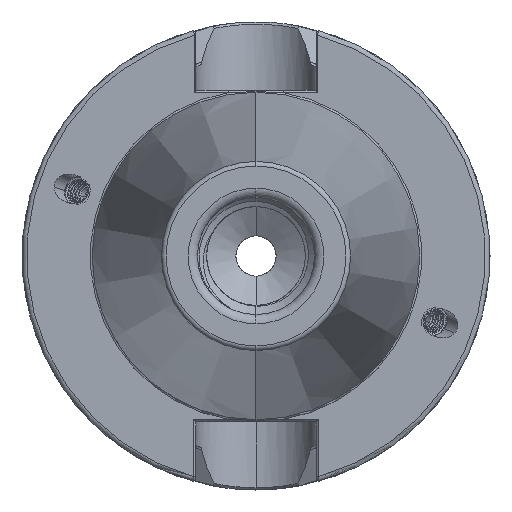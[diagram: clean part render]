
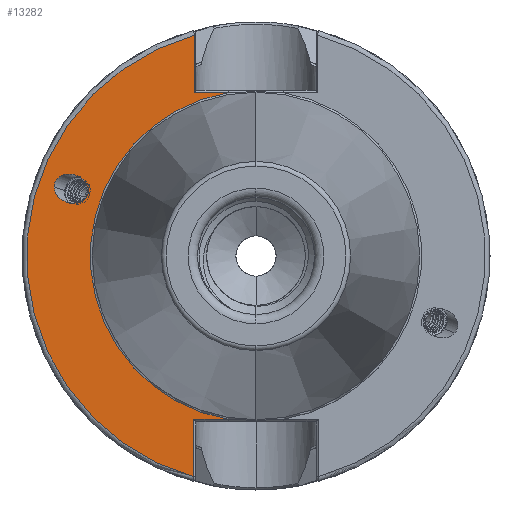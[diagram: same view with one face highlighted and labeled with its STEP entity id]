
A CAD part, left-side view. The second image highlights one B-rep face of the part: STEP entity #13282.
In plain terms, the highlighted planar face has unit normal (-1, 0, 0).
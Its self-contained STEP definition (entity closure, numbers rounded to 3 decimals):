
#200 = PLANE ( 'NONE',  #9642 ) ;
#201 = CARTESIAN_POINT ( 'NONE',  ( 0., 35.398, 0. ) ) ;
#202 = DIRECTION ( 'NONE',  ( 1., 0., 0. ) ) ;
#203 = DIRECTION ( 'NONE',  ( 0., 0., -1. ) ) ;
#1644 = CARTESIAN_POINT ( 'NONE',  ( 0., 0., 0. ) ) ;
#1645 = LINE ( 'NONE', #1646, #12820 ) ;
#1646 = CARTESIAN_POINT ( 'NONE',  ( 0., 13.194, 47.285 ) ) ;
#1647 = DIRECTION ( 'NONE',  ( 0., 0., 1. ) ) ;
#1648 = LINE ( 'NONE', #1649, #12821 ) ;
#1649 = CARTESIAN_POINT ( 'NONE',  ( 0., 12.85, 34.9 ) ) ;
#1650 = DIRECTION ( 'NONE',  ( 0., 1., 0. ) ) ;
#1651 = DIRECTION ( 'NONE',  ( -1., 0., 0. ) ) ;
#1652 = DIRECTION ( 'NONE',  ( 0., 0., 1. ) ) ;
#1653 = CARTESIAN_POINT ( 'NONE',  ( 0., 0., 0. ) ) ;
#1654 = LINE ( 'NONE', #1655, #12823 ) ;
#1655 = CARTESIAN_POINT ( 'NONE',  ( 0., 35.398, -34.9 ) ) ;
#1656 = DIRECTION ( 'NONE',  ( 0., -1., 0. ) ) ;
#1657 = DIRECTION ( 'NONE',  ( -1., 0., 0. ) ) ;
#1658 = DIRECTION ( 'NONE',  ( 0., 0., 1. ) ) ;
#1659 = LINE ( 'NONE', #1660, #12824 ) ;
#1660 = CARTESIAN_POINT ( 'NONE',  ( 0., 13.279, 0. ) ) ;
#1661 = DIRECTION ( 'NONE',  ( 0., 0., 1. ) ) ;
#1662 = CARTESIAN_POINT ( 'NONE',  ( 0., 35.968, 13.091 ) ) ;
#1663 = CARTESIAN_POINT ( 'NONE',  ( 0., 37.57, 8.69 ) ) ;
#1664 = CARTESIAN_POINT ( 'NONE',  ( 0., 43.118, 9.99 ) ) ;
#1665 = CARTESIAN_POINT ( 'NONE',  ( 0., 43.118, 14.766 ) ) ;
#2537 = ORIENTED_EDGE ( 'NONE', *, *, #10581, .T. ) ;
#2538 = ORIENTED_EDGE ( 'NONE', *, *, #10582, .T. ) ;
#2539 = ORIENTED_EDGE ( 'NONE', *, *, #10583, .F. ) ;
#2540 = ORIENTED_EDGE ( 'NONE', *, *, #10586, .T. ) ;
#2541 = ORIENTED_EDGE ( 'NONE', *, *, #10584, .T. ) ;
#2542 = ORIENTED_EDGE ( 'NONE', *, *, #10585, .T. ) ;
#2543 = ORIENTED_EDGE ( 'NONE', *, *, #7844, .T. ) ;
#2544 = ORIENTED_EDGE ( 'NONE', *, *, #10587, .T. ) ;
#2546 = ORIENTED_EDGE ( 'NONE', *, *, #7842, .T. ) ;
#2893 =( BOUNDED_CURVE ( )  B_SPLINE_CURVE ( 3, ( #1662, #1663, #1664, #1665 ),
 .UNSPECIFIED., .F., .T. ) 
 B_SPLINE_CURVE_WITH_KNOTS ( ( 4, 4 ),
 ( 0., 2.852 ),
 .UNSPECIFIED. ) 
 CURVE ( )  GEOMETRIC_REPRESENTATION_ITEM ( )  RATIONAL_B_SPLINE_CURVE ( ( 1., 0.43, 0.43, 1. ) ) 
 REPRESENTATION_ITEM ( '' )  );
#3283 =( BOUNDED_CURVE ( )  B_SPLINE_CURVE ( 3, ( #9173, #9174, #9175, #9176 ),
 .UNSPECIFIED., .F., .T. ) 
 B_SPLINE_CURVE_WITH_KNOTS ( ( 4, 4 ),
 ( 5.993, 6.283 ),
 .UNSPECIFIED. ) 
 CURVE ( )  GEOMETRIC_REPRESENTATION_ITEM ( )  RATIONAL_B_SPLINE_CURVE ( ( 1., 0.993, 0.993, 1. ) ) 
 REPRESENTATION_ITEM ( '' )  );
#3291 =( BOUNDED_CURVE ( )  B_SPLINE_CURVE ( 3, ( #9180, #9181, #9182, #9183 ),
 .UNSPECIFIED., .F., .T. ) 
 B_SPLINE_CURVE_WITH_KNOTS ( ( 4, 4 ),
 ( 2.852, 5.993 ),
 .UNSPECIFIED. ) 
 CURVE ( )  GEOMETRIC_REPRESENTATION_ITEM ( )  RATIONAL_B_SPLINE_CURVE ( ( 1., 0.333, 0.333, 1. ) ) 
 REPRESENTATION_ITEM ( '' )  );
#4315 = EDGE_LOOP ( 'NONE', ( #2542, #2540, #2541, #2539, #2538, #2537 ) ) ;
#4316 = EDGE_LOOP ( 'NONE', ( #2544, #2543, #2546 ) ) ;
#6712 = CARTESIAN_POINT ( 'NONE',  ( 0., 13.194, 47.19 ) ) ;
#6716 = CARTESIAN_POINT ( 'NONE',  ( 0., 5.916, -34.9 ) ) ;
#6717 = CARTESIAN_POINT ( 'NONE',  ( 0., 13.279, -34.9 ) ) ;
#6718 = CARTESIAN_POINT ( 'NONE',  ( 0., 13.279, -47.166 ) ) ;
#6721 = CARTESIAN_POINT ( 'NONE',  ( 0., 13.194, 34.9 ) ) ;
#6722 = CARTESIAN_POINT ( 'NONE',  ( 0., 5.916, 34.9 ) ) ;
#7221 = CARTESIAN_POINT ( 'NONE',  ( 0., 43.118, 14.766 ) ) ;
#7223 = CARTESIAN_POINT ( 'NONE',  ( 0., 35.968, 13.091 ) ) ;
#7224 = CARTESIAN_POINT ( 'NONE',  ( 0., 35.816, 13.963 ) ) ;
#7419 = CIRCLE ( 'NONE', #12819, 35.398 ) ;
#7420 = CIRCLE ( 'NONE', #7602, 49. ) ;
#7602 = AXIS2_PLACEMENT_3D ( 'NONE', #1653, #1657, #1658 ) ;
#7842 = EDGE_CURVE ( 'NONE', #10984, #10983, #3283, .T. ) ;
#7844 = EDGE_CURVE ( 'NONE', #10981, #10984, #3291, .T. ) ;
#9173 = CARTESIAN_POINT ( 'NONE',  ( 0., 35.816, 13.963 ) ) ;
#9174 = CARTESIAN_POINT ( 'NONE',  ( 0., 35.816, 13.662 ) ) ;
#9175 = CARTESIAN_POINT ( 'NONE',  ( 0., 35.867, 13.369 ) ) ;
#9176 = CARTESIAN_POINT ( 'NONE',  ( 0., 35.968, 13.091 ) ) ;
#9180 = CARTESIAN_POINT ( 'NONE',  ( 0., 43.118, 14.766 ) ) ;
#9181 = CARTESIAN_POINT ( 'NONE',  ( 0., 43.118, 20.987 ) ) ;
#9182 = CARTESIAN_POINT ( 'NONE',  ( 0., 35.816, 20.184 ) ) ;
#9183 = CARTESIAN_POINT ( 'NONE',  ( 0., 35.816, 13.963 ) ) ;
#9636 = FACE_BOUND ( 'NONE', #4316, .T. ) ;
#9640 = FACE_OUTER_BOUND ( 'NONE', #4315, .T. ) ;
#9642 = AXIS2_PLACEMENT_3D ( 'NONE', #201, #202, #203 ) ;
#10581 = EDGE_CURVE ( 'NONE', #11045, #11036, #1645, .T. ) ;
#10582 = EDGE_CURVE ( 'NONE', #11046, #11045, #1648, .T. ) ;
#10583 = EDGE_CURVE ( 'NONE', #11046, #11040, #7419, .T. ) ;
#10584 = EDGE_CURVE ( 'NONE', #11041, #11040, #1654, .T. ) ;
#10585 = EDGE_CURVE ( 'NONE', #11036, #11042, #7420, .T. ) ;
#10586 = EDGE_CURVE ( 'NONE', #11042, #11041, #1659, .T. ) ;
#10587 = EDGE_CURVE ( 'NONE', #10983, #10981, #2893, .T. ) ;
#10981 = VERTEX_POINT ( 'NONE', #7221 ) ;
#10983 = VERTEX_POINT ( 'NONE', #7223 ) ;
#10984 = VERTEX_POINT ( 'NONE', #7224 ) ;
#11036 = VERTEX_POINT ( 'NONE', #6712 ) ;
#11040 = VERTEX_POINT ( 'NONE', #6716 ) ;
#11041 = VERTEX_POINT ( 'NONE', #6717 ) ;
#11042 = VERTEX_POINT ( 'NONE', #6718 ) ;
#11045 = VERTEX_POINT ( 'NONE', #6721 ) ;
#11046 = VERTEX_POINT ( 'NONE', #6722 ) ;
#12819 = AXIS2_PLACEMENT_3D ( 'NONE', #1644, #1651, #1652 ) ;
#12820 = VECTOR ( 'NONE', #1647, 1000. ) ;
#12821 = VECTOR ( 'NONE', #1650, 1000. ) ;
#12823 = VECTOR ( 'NONE', #1656, 1000. ) ;
#12824 = VECTOR ( 'NONE', #1661, 1000. ) ;
#13282 = ADVANCED_FACE ( 'NONE', ( #9636, #9640 ), #200, .F. ) ;
